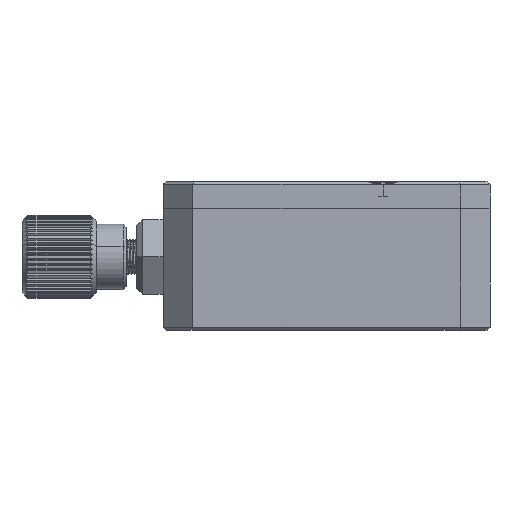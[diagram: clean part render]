
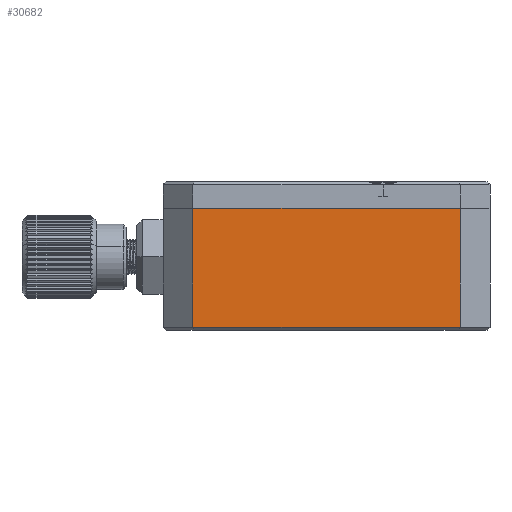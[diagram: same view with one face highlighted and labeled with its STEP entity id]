
A CAD part, left-side view. The second image highlights one B-rep face of the part: STEP entity #30682.
In plain terms, the highlighted planar face has unit normal (-1, 0, 0).
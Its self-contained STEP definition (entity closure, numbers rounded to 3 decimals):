
#18813=DIRECTION('',(0.,-1.,0.));
#18814=VECTOR('',#18813,22.86);
#18815=CARTESIAN_POINT('',(-13.97,11.43,-2.286));
#18816=LINE('',#18815,#18814);
#19079=DIRECTION('',(0.,0.,-1.));
#19080=VECTOR('',#19079,10.16);
#19081=CARTESIAN_POINT('',(-13.97,-11.43,-2.286));
#19082=LINE('',#19081,#19080);
#19083=DIRECTION('',(0.,0.,-1.));
#19084=VECTOR('',#19083,10.16);
#19085=CARTESIAN_POINT('',(-13.97,11.43,-2.286));
#19086=LINE('',#19085,#19084);
#19091=DIRECTION('',(0.,1.,0.));
#19092=VECTOR('',#19091,22.86);
#19093=CARTESIAN_POINT('',(-13.97,-11.43,-12.446));
#19094=LINE('',#19093,#19092);
#29490=CARTESIAN_POINT('',(-13.97,-11.43,-12.446));
#29492=VERTEX_POINT('',#29490);
#29525=CARTESIAN_POINT('',(-13.97,11.43,-2.286));
#29526=CARTESIAN_POINT('',(-13.97,-11.43,-2.286));
#29527=VERTEX_POINT('',#29525);
#29528=VERTEX_POINT('',#29526);
#29557=CARTESIAN_POINT('',(-13.97,11.43,-12.446));
#29558=VERTEX_POINT('',#29557);
#30670=CARTESIAN_POINT('',(-13.97,0.,-12.7));
#30671=DIRECTION('',(1.,0.,0.));
#30672=DIRECTION('',(0.,1.,0.));
#30673=AXIS2_PLACEMENT_3D('',#30670,#30671,#30672);
#30674=PLANE('',#30673);
#30675=ORIENTED_EDGE('',*,*,#30535,.F.);
#30676=ORIENTED_EDGE('',*,*,#30407,.T.);
#30677=ORIENTED_EDGE('',*,*,#30661,.T.);
#30679=ORIENTED_EDGE('',*,*,#30678,.T.);
#30680=EDGE_LOOP('',(#30675,#30676,#30677,#30679));
#30681=FACE_OUTER_BOUND('',#30680,.F.);
#30682=ADVANCED_FACE('',(#30681),#30674,.F.);
#30407=EDGE_CURVE('',#29527,#29528,#18816,.T.);
#30535=EDGE_CURVE('',#29527,#29558,#19086,.T.);
#30661=EDGE_CURVE('',#29528,#29492,#19082,.T.);
#30678=EDGE_CURVE('',#29492,#29558,#19094,.T.);
